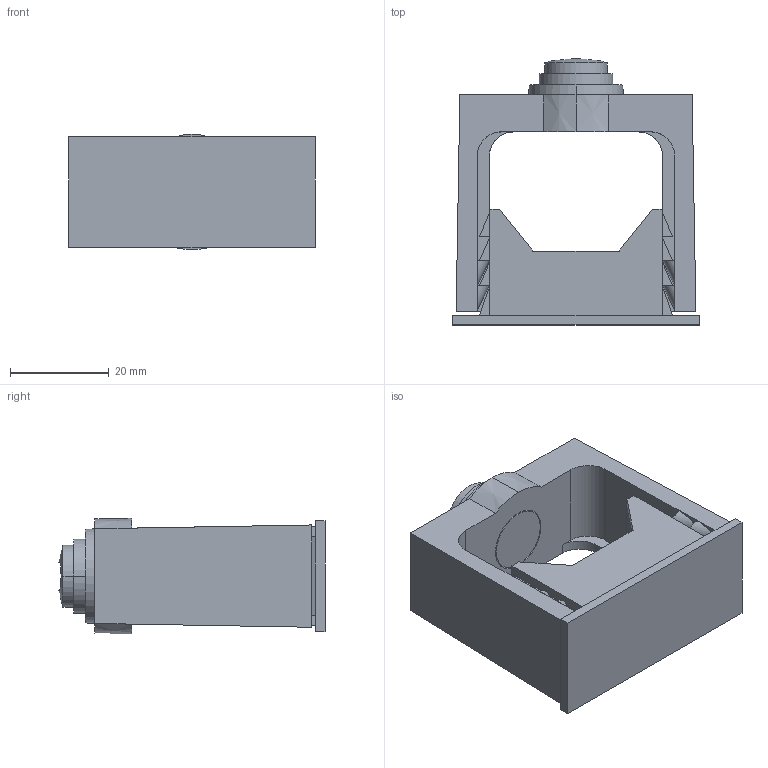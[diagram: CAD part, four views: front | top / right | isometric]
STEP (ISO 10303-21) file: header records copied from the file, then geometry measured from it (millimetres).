
FILE_DESCRIPTION (( 'STEP AP214' ), '1' );
FILE_NAME ('2105055.stp', '2016-08-16T12:18:47', ( '' ), ( '' ), 'SwSTEP 2.0', 'SolidWorks 2014', '' );
FILE_SCHEMA (( 'AUTOMOTIVE_DESIGN' ));
Length unit declared in the file: millimetre
Products named in the file (5): ES120-03-02-02; ES120-03-02_Standard; 2105055; ES120-03-03_Standard; 0072983_Standard
Assembly tree (4 placements, depth 3):
  2105055
    0072983_Standard
    ES120-03-02_Standard
      ES120-03-02-02
      ES120-03-03_Standard
Bounding box: 50 x 54 x 23.42 mm (x, y, z)
Volume: 22788.1 mm3; surface area: 14561 mm2
Topology: 3 solids, 3 shells, 118 faces, 285 edges, 184 vertices
Faces by surface type: plane 91, cylinder 18, cone 7, torus 2
Entity records: 3633 total; most frequent: CARTESIAN_POINT 739, ORIENTED_EDGE 570, DIRECTION 543, EDGE_CURVE 285, VECTOR 223, LINE 223, VERTEX_POINT 184, AXIS2_PLACEMENT_3D 160
